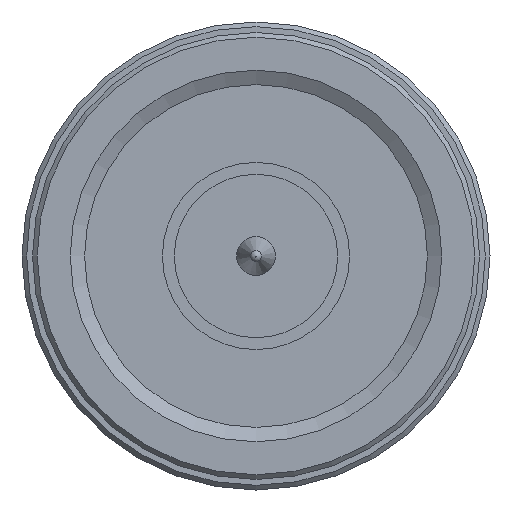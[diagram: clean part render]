
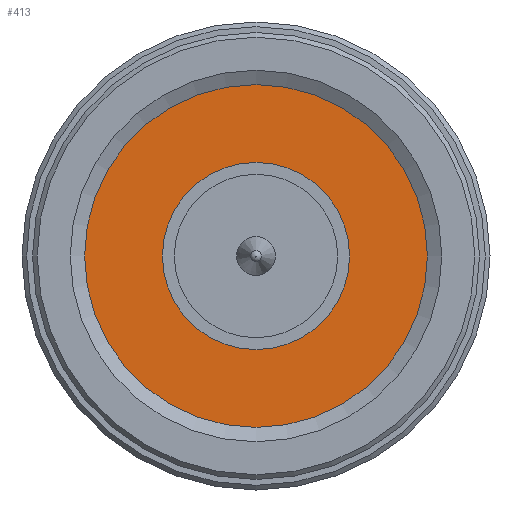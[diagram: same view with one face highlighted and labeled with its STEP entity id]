
A CAD part, left-side view. The second image highlights one B-rep face of the part: STEP entity #413.
In plain terms, the highlighted planar face has unit normal (-1, 0, 0).
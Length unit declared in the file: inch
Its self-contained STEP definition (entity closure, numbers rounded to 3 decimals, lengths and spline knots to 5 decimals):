
#52 = CARTESIAN_POINT ( 'NONE',  ( -0.95159, 0., -0.15748 ) ) ;
#85 = DIRECTION ( 'NONE',  ( -1., 0., 0. ) ) ;
#141 = AXIS2_PLACEMENT_3D ( 'NONE', #1549, #584, #1725 ) ;
#220 = AXIS2_PLACEMENT_3D ( 'NONE', #918, #2034, #1073 ) ;
#335 = AXIS2_PLACEMENT_3D ( 'NONE', #1845, #85, #1514 ) ;
#340 = CIRCLE ( 'NONE', #141, 0.34395 ) ;
#342 = CIRCLE ( 'NONE', #220, 0.15748 ) ;
#413 = ADVANCED_FACE ( 'NONE', ( #967, #970 ), #725, .T. ) ;
#584 = DIRECTION ( 'NONE',  ( 1., 0., 0. ) ) ;
#725 = PLANE ( 'NONE',  #335 ) ;
#918 = CARTESIAN_POINT ( 'NONE',  ( -0.95159, 0., 0. ) ) ;
#967 = FACE_BOUND ( 'NONE', #2025, .T. ) ;
#970 = FACE_OUTER_BOUND ( 'NONE', #1430, .T. ) ;
#1025 = CARTESIAN_POINT ( 'NONE',  ( -0.95159, 0., -0.34395 ) ) ;
#1073 = DIRECTION ( 'NONE',  ( 0., 0., -1. ) ) ;
#1430 = EDGE_LOOP ( 'NONE', ( #1820 ) ) ;
#1449 = VERTEX_POINT ( 'NONE', #52 ) ;
#1514 = DIRECTION ( 'NONE',  ( 0., 0., 1. ) ) ;
#1549 = CARTESIAN_POINT ( 'NONE',  ( -0.95159, 0., 0. ) ) ;
#1640 = ORIENTED_EDGE ( 'NONE', *, *, #2085, .T. ) ;
#1725 = DIRECTION ( 'NONE',  ( 0., 0., -1. ) ) ;
#1820 = ORIENTED_EDGE ( 'NONE', *, *, #2081, .F. ) ;
#1845 = CARTESIAN_POINT ( 'NONE',  ( -0.95159, 0., -0.34395 ) ) ;
#2025 = EDGE_LOOP ( 'NONE', ( #1640 ) ) ;
#2034 = DIRECTION ( 'NONE',  ( 1., 0., 0. ) ) ;
#2054 = VERTEX_POINT ( 'NONE', #1025 ) ;
#2081 = EDGE_CURVE ( 'NONE', #2054, #2054, #340, .T. ) ;
#2085 = EDGE_CURVE ( 'NONE', #1449, #1449, #342, .T. ) ;
